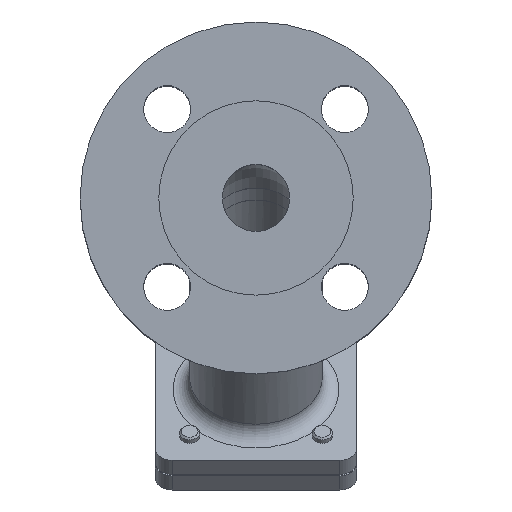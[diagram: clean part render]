
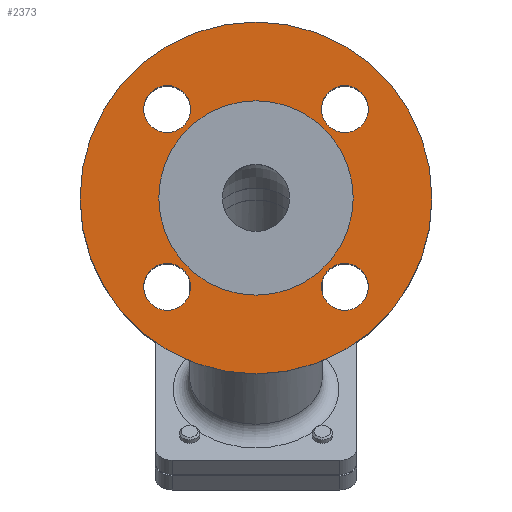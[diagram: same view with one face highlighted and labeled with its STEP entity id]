
A CAD part, top view. The second image highlights one B-rep face of the part: STEP entity #2373.
In plain terms, the highlighted planar face has unit normal (0, 0, 1).
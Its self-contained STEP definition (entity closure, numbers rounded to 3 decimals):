
#82=FACE_BOUND('',#793,.T.);
#83=FACE_BOUND('',#794,.T.);
#84=FACE_BOUND('',#795,.T.);
#85=FACE_BOUND('',#796,.T.);
#86=FACE_BOUND('',#797,.T.);
#161=PLANE('',#2626);
#635=FACE_OUTER_BOUND('',#792,.T.);
#792=EDGE_LOOP('',(#2128,#2129));
#793=EDGE_LOOP('',(#2130,#2131));
#794=EDGE_LOOP('',(#2132,#2133));
#795=EDGE_LOOP('',(#2134,#2135));
#796=EDGE_LOOP('',(#2136,#2137));
#797=EDGE_LOOP('',(#2138,#2139));
#925=CIRCLE('',#2624,52.5);
#926=CIRCLE('',#2625,52.5);
#927=CIRCLE('',#2627,7.);
#928=CIRCLE('',#2628,7.);
#929=CIRCLE('',#2629,7.);
#930=CIRCLE('',#2630,7.);
#931=CIRCLE('',#2631,7.);
#932=CIRCLE('',#2632,7.);
#933=CIRCLE('',#2633,7.);
#934=CIRCLE('',#2634,7.);
#935=CIRCLE('',#2635,29.);
#936=CIRCLE('',#2636,29.);
#1175=VERTEX_POINT('',#4135);
#1176=VERTEX_POINT('',#4137);
#1177=VERTEX_POINT('',#4141);
#1178=VERTEX_POINT('',#4142);
#1179=VERTEX_POINT('',#4145);
#1180=VERTEX_POINT('',#4146);
#1181=VERTEX_POINT('',#4149);
#1182=VERTEX_POINT('',#4150);
#1183=VERTEX_POINT('',#4153);
#1184=VERTEX_POINT('',#4154);
#1185=VERTEX_POINT('',#4157);
#1186=VERTEX_POINT('',#4158);
#1504=EDGE_CURVE('',#1175,#1176,#925,.T.);
#1505=EDGE_CURVE('',#1176,#1175,#926,.T.);
#1506=EDGE_CURVE('',#1177,#1178,#927,.T.);
#1507=EDGE_CURVE('',#1178,#1177,#928,.T.);
#1508=EDGE_CURVE('',#1179,#1180,#929,.T.);
#1509=EDGE_CURVE('',#1180,#1179,#930,.T.);
#1510=EDGE_CURVE('',#1181,#1182,#931,.T.);
#1511=EDGE_CURVE('',#1182,#1181,#932,.T.);
#1512=EDGE_CURVE('',#1183,#1184,#933,.T.);
#1513=EDGE_CURVE('',#1184,#1183,#934,.T.);
#1514=EDGE_CURVE('',#1185,#1186,#935,.T.);
#1515=EDGE_CURVE('',#1186,#1185,#936,.T.);
#2128=ORIENTED_EDGE('',*,*,#1505,.F.);
#2129=ORIENTED_EDGE('',*,*,#1504,.F.);
#2130=ORIENTED_EDGE('',*,*,#1506,.T.);
#2131=ORIENTED_EDGE('',*,*,#1507,.T.);
#2132=ORIENTED_EDGE('',*,*,#1508,.T.);
#2133=ORIENTED_EDGE('',*,*,#1509,.T.);
#2134=ORIENTED_EDGE('',*,*,#1510,.T.);
#2135=ORIENTED_EDGE('',*,*,#1511,.T.);
#2136=ORIENTED_EDGE('',*,*,#1512,.T.);
#2137=ORIENTED_EDGE('',*,*,#1513,.T.);
#2138=ORIENTED_EDGE('',*,*,#1514,.T.);
#2139=ORIENTED_EDGE('',*,*,#1515,.T.);
#2373=ADVANCED_FACE('',(#635,#82,#83,#84,#85,#86),#161,.T.);
#2624=AXIS2_PLACEMENT_3D('',#4138,#3259,#3260);
#2625=AXIS2_PLACEMENT_3D('',#4139,#3261,#3262);
#2626=AXIS2_PLACEMENT_3D('',#4140,#3263,#3264);
#2627=AXIS2_PLACEMENT_3D('',#4143,#3265,#3266);
#2628=AXIS2_PLACEMENT_3D('',#4144,#3267,#3268);
#2629=AXIS2_PLACEMENT_3D('',#4147,#3269,#3270);
#2630=AXIS2_PLACEMENT_3D('',#4148,#3271,#3272);
#2631=AXIS2_PLACEMENT_3D('',#4151,#3273,#3274);
#2632=AXIS2_PLACEMENT_3D('',#4152,#3275,#3276);
#2633=AXIS2_PLACEMENT_3D('',#4155,#3277,#3278);
#2634=AXIS2_PLACEMENT_3D('',#4156,#3279,#3280);
#2635=AXIS2_PLACEMENT_3D('',#4159,#3281,#3282);
#2636=AXIS2_PLACEMENT_3D('',#4160,#3283,#3284);
#3259=DIRECTION('center_axis',(0.,0.,-1.));
#3260=DIRECTION('ref_axis',(1.,0.,0.));
#3261=DIRECTION('center_axis',(0.,0.,-1.));
#3262=DIRECTION('ref_axis',(1.,0.,0.));
#3263=DIRECTION('center_axis',(0.,0.,1.));
#3264=DIRECTION('ref_axis',(1.,0.,0.));
#3265=DIRECTION('center_axis',(0.,0.,-1.));
#3266=DIRECTION('ref_axis',(0.,1.,0.));
#3267=DIRECTION('center_axis',(0.,0.,-1.));
#3268=DIRECTION('ref_axis',(0.,1.,0.));
#3269=DIRECTION('center_axis',(0.,0.,-1.));
#3270=DIRECTION('ref_axis',(-1.,0.,0.));
#3271=DIRECTION('center_axis',(0.,0.,-1.));
#3272=DIRECTION('ref_axis',(-1.,0.,0.));
#3273=DIRECTION('center_axis',(0.,0.,-1.));
#3274=DIRECTION('ref_axis',(0.,-1.,0.));
#3275=DIRECTION('center_axis',(0.,0.,-1.));
#3276=DIRECTION('ref_axis',(0.,-1.,0.));
#3277=DIRECTION('center_axis',(0.,0.,-1.));
#3278=DIRECTION('ref_axis',(1.,0.,0.));
#3279=DIRECTION('center_axis',(0.,0.,-1.));
#3280=DIRECTION('ref_axis',(1.,0.,0.));
#3281=DIRECTION('center_axis',(0.,0.,-1.));
#3282=DIRECTION('ref_axis',(1.,0.,0.));
#3283=DIRECTION('center_axis',(0.,0.,-1.));
#3284=DIRECTION('ref_axis',(1.,0.,0.));
#4135=CARTESIAN_POINT('',(0.,-52.5,73.));
#4137=CARTESIAN_POINT('',(0.,52.5,73.));
#4138=CARTESIAN_POINT('Origin',(0.,0.,73.));
#4139=CARTESIAN_POINT('Origin',(0.,0.,73.));
#4140=CARTESIAN_POINT('Origin',(0.,52.5,73.));
#4141=CARTESIAN_POINT('',(-26.517,33.517,73.));
#4142=CARTESIAN_POINT('',(-26.517,19.517,73.));
#4143=CARTESIAN_POINT('Origin',(-26.517,26.517,73.));
#4144=CARTESIAN_POINT('Origin',(-26.517,26.517,73.));
#4145=CARTESIAN_POINT('',(-33.517,-26.517,73.));
#4146=CARTESIAN_POINT('',(-19.517,-26.517,73.));
#4147=CARTESIAN_POINT('Origin',(-26.517,-26.517,73.));
#4148=CARTESIAN_POINT('Origin',(-26.517,-26.517,73.));
#4149=CARTESIAN_POINT('',(26.517,-33.517,73.));
#4150=CARTESIAN_POINT('',(26.517,-19.517,73.));
#4151=CARTESIAN_POINT('Origin',(26.517,-26.517,73.));
#4152=CARTESIAN_POINT('Origin',(26.517,-26.517,73.));
#4153=CARTESIAN_POINT('',(33.517,26.517,73.));
#4154=CARTESIAN_POINT('',(19.517,26.517,73.));
#4155=CARTESIAN_POINT('Origin',(26.517,26.517,73.));
#4156=CARTESIAN_POINT('Origin',(26.517,26.517,73.));
#4157=CARTESIAN_POINT('',(0.,29.,73.));
#4158=CARTESIAN_POINT('',(0.,-29.,73.));
#4159=CARTESIAN_POINT('Origin',(0.,0.,73.));
#4160=CARTESIAN_POINT('Origin',(0.,0.,73.));
